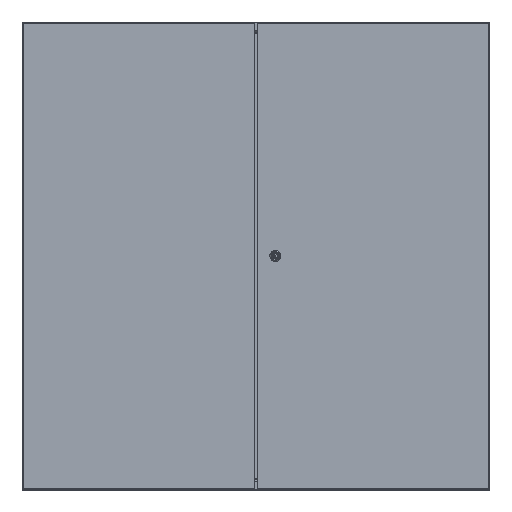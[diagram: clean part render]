
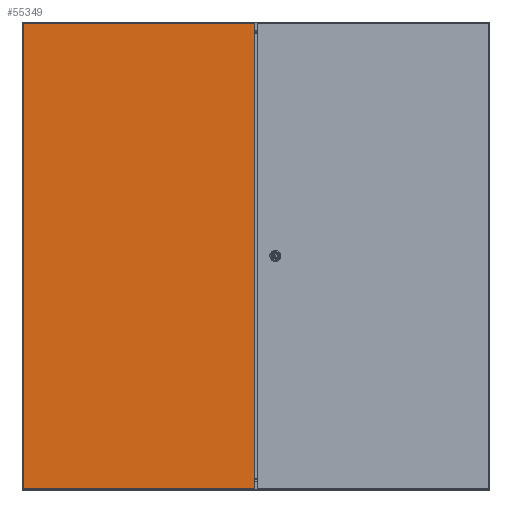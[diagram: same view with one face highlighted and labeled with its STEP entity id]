
A CAD part, top view. The second image highlights one B-rep face of the part: STEP entity #55349.
In plain terms, the highlighted planar face has unit normal (0, 0, 1).
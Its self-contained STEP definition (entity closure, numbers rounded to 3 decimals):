
#5913 = FACE_OUTER_BOUND ( 'NONE', #33152, .T. ) ;
#13626 = DIRECTION ( 'NONE',  ( 0., 1., 0. ) ) ;
#15571 = DIRECTION ( 'NONE',  ( 0., -1., 0. ) ) ;
#15779 = ORIENTED_EDGE ( 'NONE', *, *, #57012, .T. ) ;
#17016 = LINE ( 'NONE', #58611, #70483 ) ;
#17664 = CARTESIAN_POINT ( 'NONE',  ( 2.5, 1197., 17.5 ) ) ;
#21852 = CARTESIAN_POINT ( 'NONE',  ( 597., 1197., 17.5 ) ) ;
#22515 = VERTEX_POINT ( 'NONE', #32960 ) ;
#23861 = DIRECTION ( 'NONE',  ( 1., 0., 0. ) ) ;
#24281 = CARTESIAN_POINT ( 'NONE',  ( 2.5, 1197., 17.5 ) ) ;
#25426 = ORIENTED_EDGE ( 'NONE', *, *, #75272, .T. ) ;
#26468 = VERTEX_POINT ( 'NONE', #36324 ) ;
#32960 = CARTESIAN_POINT ( 'NONE',  ( 2.5, 3., 17.5 ) ) ;
#33152 = EDGE_LOOP ( 'NONE', ( #15779, #25426, #85065, #85895 ) ) ;
#35399 = VECTOR ( 'NONE', #13626, 1000. ) ;
#36324 = CARTESIAN_POINT ( 'NONE',  ( 597., 3., 17.5 ) ) ;
#37228 = AXIS2_PLACEMENT_3D ( 'NONE', #82379, #56259, #47607 ) ;
#41658 = PLANE ( 'NONE',  #37228 ) ;
#47315 = EDGE_CURVE ( 'NONE', #26468, #49104, #56604, .T. ) ;
#47357 = DIRECTION ( 'NONE',  ( -1., 0., 0. ) ) ;
#47607 = DIRECTION ( 'NONE',  ( 1., 0., 0. ) ) ;
#49104 = VERTEX_POINT ( 'NONE', #66392 ) ;
#55349 = ADVANCED_FACE ( 'NONE', ( #5913 ), #41658, .T. ) ;
#55627 = VECTOR ( 'NONE', #47357, 1000. ) ;
#56259 = DIRECTION ( 'NONE',  ( 0., 0., 1. ) ) ;
#56604 = LINE ( 'NONE', #21852, #35399 ) ;
#57012 = EDGE_CURVE ( 'NONE', #61838, #22515, #63148, .T. ) ;
#58611 = CARTESIAN_POINT ( 'NONE',  ( 2.5, 3., 17.5 ) ) ;
#60643 = LINE ( 'NONE', #17664, #55627 ) ;
#61838 = VERTEX_POINT ( 'NONE', #24281 ) ;
#63148 = LINE ( 'NONE', #70467, #85761 ) ;
#66392 = CARTESIAN_POINT ( 'NONE',  ( 597., 1197., 17.5 ) ) ;
#70467 = CARTESIAN_POINT ( 'NONE',  ( 2.5, 1197., 17.5 ) ) ;
#70483 = VECTOR ( 'NONE', #23861, 1000. ) ;
#75272 = EDGE_CURVE ( 'NONE', #22515, #26468, #17016, .T. ) ;
#82379 = CARTESIAN_POINT ( 'NONE',  ( 0., 0., 17.5 ) ) ;
#84284 = EDGE_CURVE ( 'NONE', #49104, #61838, #60643, .T. ) ;
#85065 = ORIENTED_EDGE ( 'NONE', *, *, #47315, .T. ) ;
#85761 = VECTOR ( 'NONE', #15571, 1000. ) ;
#85895 = ORIENTED_EDGE ( 'NONE', *, *, #84284, .T. ) ;
